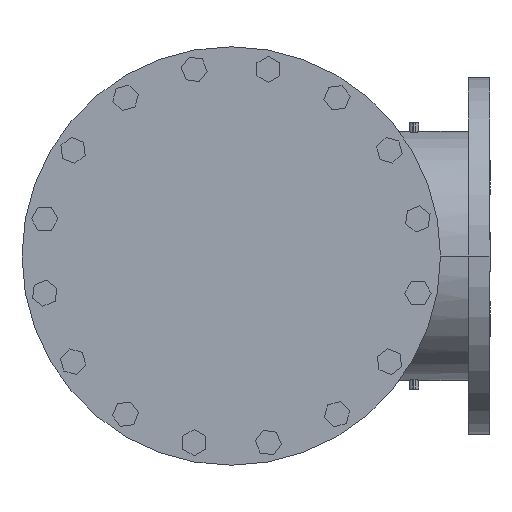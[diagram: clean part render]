
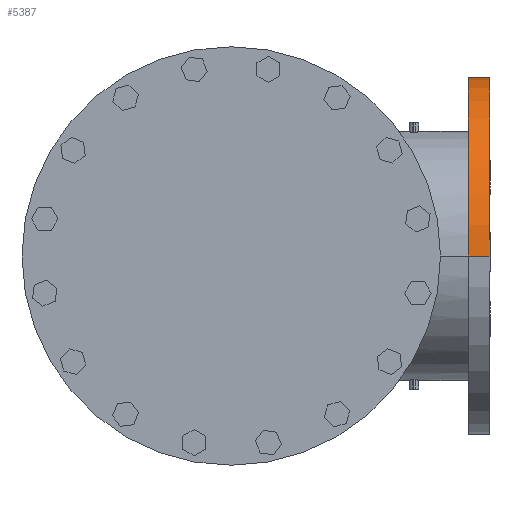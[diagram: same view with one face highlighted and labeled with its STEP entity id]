
A CAD part, left-side view. The second image highlights one B-rep face of the part: STEP entity #5387.
In plain terms, the highlighted cylindrical face has radius 298.45 mm (diameter 596.9 mm), a partial arc.
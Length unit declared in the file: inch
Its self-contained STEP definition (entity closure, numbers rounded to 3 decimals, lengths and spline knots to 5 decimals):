
#1088 = LINE ( 'NONE', #10487, #3456 ) ;
#1156 = ORIENTED_EDGE ( 'NONE', *, *, #8849, .F. ) ;
#1400 = CARTESIAN_POINT ( 'NONE',  ( 5.11049, -17., 0. ) ) ;
#1582 = DIRECTION ( 'NONE',  ( 0., -1., 0. ) ) ;
#2922 = DIRECTION ( 'NONE',  ( 0., 1., 0. ) ) ;
#3456 = VECTOR ( 'NONE', #12790, 39.37008 ) ;
#3962 = DIRECTION ( 'NONE',  ( 1., 0., 0. ) ) ;
#5387 = ADVANCED_FACE ( 'NONE', ( #16145 ), #15464, .T. ) ;
#5443 = CIRCLE ( 'NONE', #21360, 11.75 ) ;
#8071 = CARTESIAN_POINT ( 'NONE',  ( 16.86049, -15.56, 0. ) ) ;
#8554 = AXIS2_PLACEMENT_3D ( 'NONE', #8071, #23287, #25488 ) ;
#8758 = ORIENTED_EDGE ( 'NONE', *, *, #18149, .T. ) ;
#8801 = VERTEX_POINT ( 'NONE', #20742 ) ;
#8849 = EDGE_CURVE ( 'NONE', #26547, #14201, #12595, .T. ) ;
#10487 = CARTESIAN_POINT ( 'NONE',  ( 28.61049, -17., 0. ) ) ;
#12595 = LINE ( 'NONE', #24837, #18332 ) ;
#12790 = DIRECTION ( 'NONE',  ( 0., 1., 0. ) ) ;
#12867 = DIRECTION ( 'NONE',  ( 0., 1., 0. ) ) ;
#14201 = VERTEX_POINT ( 'NONE', #24423 ) ;
#14447 = CARTESIAN_POINT ( 'NONE',  ( 28.61049, -17., 0. ) ) ;
#14456 = EDGE_LOOP ( 'NONE', ( #17599, #14563, #8758, #1156 ) ) ;
#14563 = ORIENTED_EDGE ( 'NONE', *, *, #27618, .T. ) ;
#15464 = CYLINDRICAL_SURFACE ( 'NONE', #22235, 11.75 ) ;
#16145 = FACE_OUTER_BOUND ( 'NONE', #14456, .T. ) ;
#16934 = CARTESIAN_POINT ( 'NONE',  ( 16.86049, -17., 0. ) ) ;
#17115 = DIRECTION ( 'NONE',  ( -1., 0., 0. ) ) ;
#17599 = ORIENTED_EDGE ( 'NONE', *, *, #23571, .F. ) ;
#18149 = EDGE_CURVE ( 'NONE', #8801, #14201, #26195, .T. ) ;
#18332 = VECTOR ( 'NONE', #2922, 39.37008 ) ;
#20742 = CARTESIAN_POINT ( 'NONE',  ( 28.61049, -15.56, 0. ) ) ;
#21360 = AXIS2_PLACEMENT_3D ( 'NONE', #23296, #1582, #3962 ) ;
#21439 = VERTEX_POINT ( 'NONE', #14447 ) ;
#22235 = AXIS2_PLACEMENT_3D ( 'NONE', #16934, #12867, #17115 ) ;
#23287 = DIRECTION ( 'NONE',  ( 0., -1., 0. ) ) ;
#23296 = CARTESIAN_POINT ( 'NONE',  ( 16.86049, -17., 0. ) ) ;
#23571 = EDGE_CURVE ( 'NONE', #21439, #26547, #5443, .T. ) ;
#24423 = CARTESIAN_POINT ( 'NONE',  ( 5.11049, -15.56, 0. ) ) ;
#24837 = CARTESIAN_POINT ( 'NONE',  ( 5.11049, -17., 0. ) ) ;
#25488 = DIRECTION ( 'NONE',  ( 1., 0., 0. ) ) ;
#26195 = CIRCLE ( 'NONE', #8554, 11.75 ) ;
#26547 = VERTEX_POINT ( 'NONE', #1400 ) ;
#27618 = EDGE_CURVE ( 'NONE', #21439, #8801, #1088, .T. ) ;
